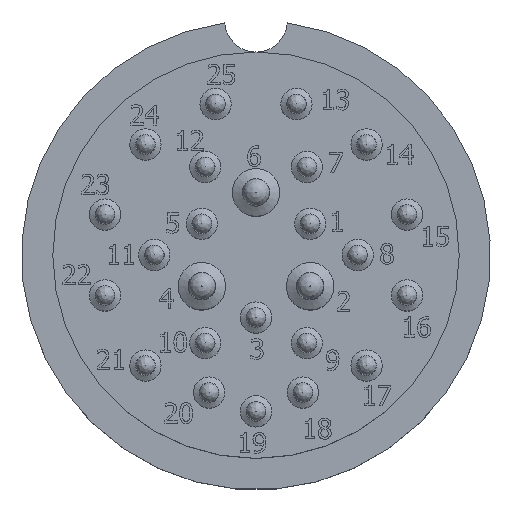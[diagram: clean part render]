
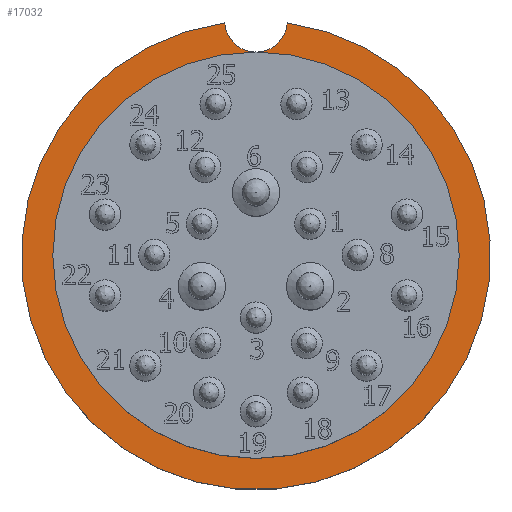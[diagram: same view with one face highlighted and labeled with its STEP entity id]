
A CAD part, top view. The second image highlights one B-rep face of the part: STEP entity #17032.
In plain terms, the highlighted planar face has unit normal (0, 0, 1).
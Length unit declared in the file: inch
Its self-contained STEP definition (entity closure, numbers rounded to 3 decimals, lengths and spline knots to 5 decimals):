
#4031=PLANE($,#17884);
#5305=FACE_OUTER_BOUND($,#6492,.T.);
#6492=EDGE_LOOP($,(#15098,#15099,#15100,#15101));
#6767=CIRCLE($,#17768,0.9375);
#6768=CIRCLE($,#17770,0.8125);
#6808=CIRCLE($,#17885,0.125);
#6809=CIRCLE($,#17886,0.125);
#8343=VERTEX_POINT($,#30543);
#8344=VERTEX_POINT($,#30545);
#8345=VERTEX_POINT($,#30549);
#10587=EDGE_CURVE($,#8344,#8343,#6767,.T.);
#10589=EDGE_CURVE($,#8345,#8345,#6768,.T.);
#10644=EDGE_CURVE($,#8345,#8343,#6808,.T.);
#10645=EDGE_CURVE($,#8344,#8345,#6809,.T.);
#15098=ORIENTED_EDGE($,*,*,#10587,.T.);
#15099=ORIENTED_EDGE($,*,*,#10644,.F.);
#15100=ORIENTED_EDGE($,*,*,#10589,.F.);
#15101=ORIENTED_EDGE($,*,*,#10645,.F.);
#17032=ADVANCED_FACE($,(#5305),#4031,.F.);
#17768=AXIS2_PLACEMENT_3D($,#30546,#20566,#20567);
#17770=AXIS2_PLACEMENT_3D($,#30550,#20571,#20572);
#17884=AXIS2_PLACEMENT_3D($,#30847,#20807,#20808);
#17885=AXIS2_PLACEMENT_3D($,#30848,#20809,#20810);
#17886=AXIS2_PLACEMENT_3D($,#30849,#20811,#20812);
#20566=DIRECTION('center_axis',(0.,0.,1.));
#20567=DIRECTION('ref_axis',(1.,0.,0.));
#20571=DIRECTION('center_axis',(0.,0.,1.));
#20572=DIRECTION('ref_axis',(1.,0.,0.));
#20807=DIRECTION('center_axis',(0.,0.,-1.));
#20808=DIRECTION('ref_axis',(-1.,0.,0.));
#20809=DIRECTION('center_axis',(0.,0.,1.));
#20810=DIRECTION('ref_axis',(1.,0.,0.));
#20811=DIRECTION('center_axis',(0.,0.,1.));
#20812=DIRECTION('ref_axis',(1.,0.,0.));
#30543=CARTESIAN_POINT('',(0.12472,0.92917,0.55));
#30545=CARTESIAN_POINT('',(-0.12472,0.92917,0.55));
#30546=CARTESIAN_POINT('Origin',(0.,0.,0.55));
#30549=CARTESIAN_POINT('',(0.,0.8125,0.55));
#30550=CARTESIAN_POINT('Origin',(0.,0.,0.55));
#30847=CARTESIAN_POINT('Origin',(0.,0.8125,0.55));
#30848=CARTESIAN_POINT('Origin',(0.,0.9375,0.55));
#30849=CARTESIAN_POINT('Origin',(0.,0.9375,0.55));
